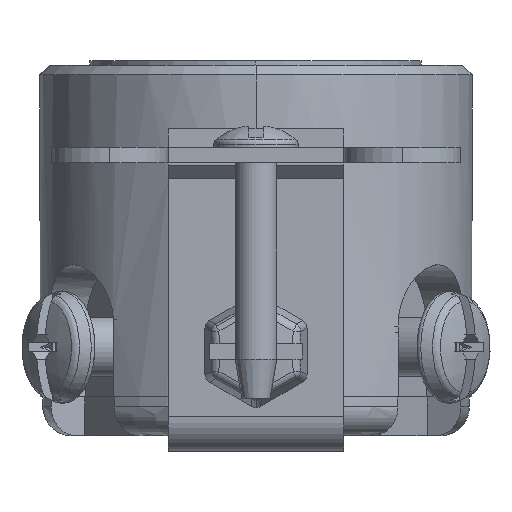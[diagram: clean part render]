
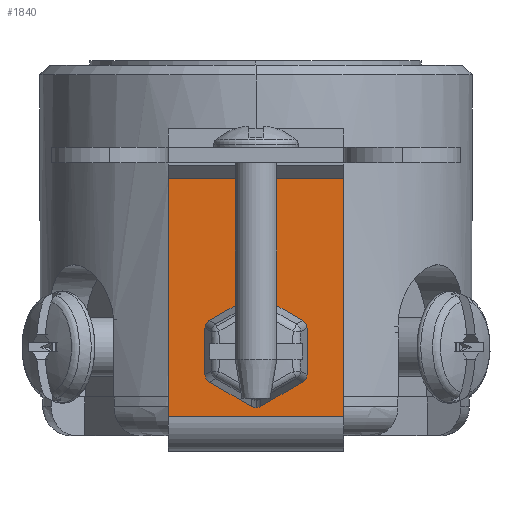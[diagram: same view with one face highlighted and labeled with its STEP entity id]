
A CAD part, left-side view. The second image highlights one B-rep face of the part: STEP entity #1840.
In plain terms, the highlighted planar face has unit normal (-1, 0, 0).
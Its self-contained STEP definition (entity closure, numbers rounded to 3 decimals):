
#393 = VERTEX_POINT ( 'NONE', #10934 ) ;
#958 = DIRECTION ( 'NONE',  ( 0., 0., -1. ) ) ;
#1070 = CARTESIAN_POINT ( 'NONE',  ( -18.732, 7.137, 17.882 ) ) ;
#1235 = LINE ( 'NONE', #5000, #14074 ) ;
#1365 = VERTEX_POINT ( 'NONE', #6369 ) ;
#1840 = ADVANCED_FACE ( 'NONE', ( #15117, #13797 ), #9730, .T. ) ;
#1982 = AXIS2_PLACEMENT_3D ( 'NONE', #10795, #12194, #7039 ) ;
#2147 = AXIS2_PLACEMENT_3D ( 'NONE', #6506, #6423, #16091 ) ;
#2387 = EDGE_CURVE ( 'NONE', #13001, #3464, #12909, .T. ) ;
#2615 = VERTEX_POINT ( 'NONE', #4361 ) ;
#3008 = EDGE_CURVE ( 'NONE', #1365, #2615, #13411, .T. ) ;
#3464 = VERTEX_POINT ( 'NONE', #13601 ) ;
#4361 = CARTESIAN_POINT ( 'NONE',  ( -18.732, -2.083, 3.708 ) ) ;
#5000 = CARTESIAN_POINT ( 'NONE',  ( -18.732, 0., -1.6 ) ) ;
#5244 = LINE ( 'NONE', #6644, #5504 ) ;
#5504 = VECTOR ( 'NONE', #11978, 1000. ) ;
#5731 = VECTOR ( 'NONE', #958, 1000. ) ;
#6204 = DIRECTION ( 'NONE',  ( 0., -1., 0. ) ) ;
#6369 = CARTESIAN_POINT ( 'NONE',  ( -18.732, 2.083, 3.708 ) ) ;
#6423 = DIRECTION ( 'NONE',  ( 1., 0., 0. ) ) ;
#6506 = CARTESIAN_POINT ( 'NONE',  ( -18.732, 0., 3.708 ) ) ;
#6644 = CARTESIAN_POINT ( 'NONE',  ( -18.732, 0., 17.882 ) ) ;
#7039 = DIRECTION ( 'NONE',  ( 0., -1., 0. ) ) ;
#7399 = CARTESIAN_POINT ( 'NONE',  ( -18.732, -7.137, 17.882 ) ) ;
#7519 = CARTESIAN_POINT ( 'NONE',  ( -18.732, -7.137, -3.175 ) ) ;
#8832 = EDGE_CURVE ( 'NONE', #2615, #1365, #16082, .T. ) ;
#8892 = ORIENTED_EDGE ( 'NONE', *, *, #8832, .T. ) ;
#9571 = ORIENTED_EDGE ( 'NONE', *, *, #3008, .T. ) ;
#9730 = PLANE ( 'NONE',  #15416 ) ;
#9785 = EDGE_LOOP ( 'NONE', ( #10871, #12981, #11723, #12057 ) ) ;
#9970 = EDGE_LOOP ( 'NONE', ( #9571, #8892 ) ) ;
#10504 = EDGE_CURVE ( 'NONE', #16190, #13001, #5244, .T. ) ;
#10795 = CARTESIAN_POINT ( 'NONE',  ( -18.732, 0., 3.708 ) ) ;
#10871 = ORIENTED_EDGE ( 'NONE', *, *, #14734, .T. ) ;
#10934 = CARTESIAN_POINT ( 'NONE',  ( -18.732, 7.137, -1.6 ) ) ;
#11282 = DIRECTION ( 'NONE',  ( 0., 0., 1. ) ) ;
#11723 = ORIENTED_EDGE ( 'NONE', *, *, #2387, .F. ) ;
#11978 = DIRECTION ( 'NONE',  ( 0., -1., 0. ) ) ;
#12057 = ORIENTED_EDGE ( 'NONE', *, *, #10504, .F. ) ;
#12194 = DIRECTION ( 'NONE',  ( 1., 0., 0. ) ) ;
#12486 = EDGE_CURVE ( 'NONE', #393, #3464, #1235, .T. ) ;
#12691 = DIRECTION ( 'NONE',  ( 0., 0., -1. ) ) ;
#12909 = LINE ( 'NONE', #7519, #5731 ) ;
#12981 = ORIENTED_EDGE ( 'NONE', *, *, #12486, .T. ) ;
#13001 = VERTEX_POINT ( 'NONE', #7399 ) ;
#13411 = CIRCLE ( 'NONE', #1982, 2.083 ) ;
#13601 = CARTESIAN_POINT ( 'NONE',  ( -18.732, -7.137, -1.6 ) ) ;
#13797 = FACE_OUTER_BOUND ( 'NONE', #9785, .T. ) ;
#13881 = DIRECTION ( 'NONE',  ( -1., 0., 0. ) ) ;
#13966 = CARTESIAN_POINT ( 'NONE',  ( -18.732, 7.137, -3.175 ) ) ;
#13986 = CARTESIAN_POINT ( 'NONE',  ( -18.732, 7.137, -3.175 ) ) ;
#14074 = VECTOR ( 'NONE', #6204, 1000. ) ;
#14158 = VECTOR ( 'NONE', #12691, 1000. ) ;
#14734 = EDGE_CURVE ( 'NONE', #16190, #393, #15656, .T. ) ;
#15117 = FACE_BOUND ( 'NONE', #9970, .T. ) ;
#15416 = AXIS2_PLACEMENT_3D ( 'NONE', #13966, #13881, #11282 ) ;
#15656 = LINE ( 'NONE', #13986, #14158 ) ;
#16082 = CIRCLE ( 'NONE', #2147, 2.083 ) ;
#16091 = DIRECTION ( 'NONE',  ( 0., -1., 0. ) ) ;
#16190 = VERTEX_POINT ( 'NONE', #1070 ) ;
